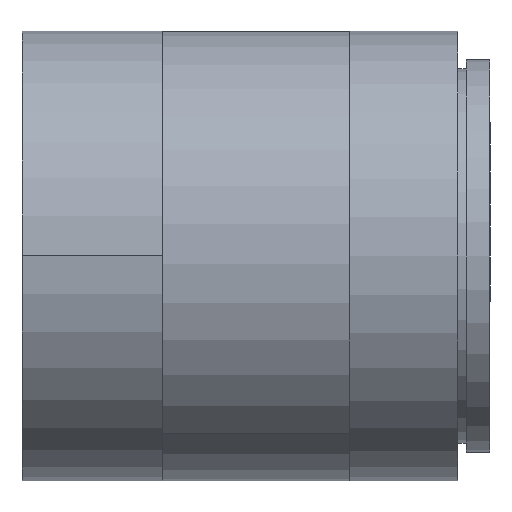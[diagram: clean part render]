
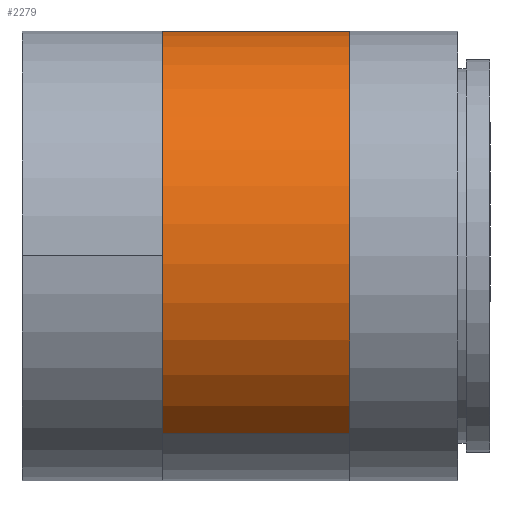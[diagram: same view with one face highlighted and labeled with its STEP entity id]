
A CAD part, front view. The second image highlights one B-rep face of the part: STEP entity #2279.
In plain terms, the highlighted cylindrical face has radius 24 mm (diameter 48 mm), a partial arc.
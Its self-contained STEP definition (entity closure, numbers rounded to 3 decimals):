
#56 = VECTOR ( 'NONE', #1841, 1000. ) ;
#105 = VECTOR ( 'NONE', #2204, 1000. ) ;
#124 = AXIS2_PLACEMENT_3D ( 'NONE', #1869, #1868, #1867 ) ;
#156 = CIRCLE ( 'NONE', #173, 24. ) ;
#173 = AXIS2_PLACEMENT_3D ( 'NONE', #2037, #1840, #1839 ) ;
#181 = CIRCLE ( 'NONE', #124, 24. ) ;
#276 = AXIS2_PLACEMENT_3D ( 'NONE', #1134, #1138, #1131 ) ;
#469 = VERTEX_POINT ( 'NONE', #1572 ) ;
#632 = EDGE_LOOP ( 'NONE', ( #1677, #1443, #1672, #1503 ) ) ;
#684 = VERTEX_POINT ( 'NONE', #1794 ) ;
#693 = VERTEX_POINT ( 'NONE', #1524 ) ;
#748 = VERTEX_POINT ( 'NONE', #1409 ) ;
#1131 = DIRECTION ( 'NONE',  ( 0., 0.617, 0.787 ) ) ;
#1132 = CYLINDRICAL_SURFACE ( 'NONE', #276, 24. ) ;
#1134 = CARTESIAN_POINT ( 'NONE',  ( -27.475, 0., 0. ) ) ;
#1135 = FACE_OUTER_BOUND ( 'NONE', #632, .T. ) ;
#1138 = DIRECTION ( 'NONE',  ( 1., 0., 0. ) ) ;
#1409 = CARTESIAN_POINT ( 'NONE',  ( -27.475, -14.797, -18.896 ) ) ;
#1443 = ORIENTED_EDGE ( 'NONE', *, *, #2576, .T. ) ;
#1503 = ORIENTED_EDGE ( 'NONE', *, *, #2511, .F. ) ;
#1524 = CARTESIAN_POINT ( 'NONE',  ( -7.475, 14.797, 18.896 ) ) ;
#1572 = CARTESIAN_POINT ( 'NONE',  ( -7.475, -14.797, -18.896 ) ) ;
#1672 = ORIENTED_EDGE ( 'NONE', *, *, #2488, .F. ) ;
#1677 = ORIENTED_EDGE ( 'NONE', *, *, #2569, .T. ) ;
#1794 = CARTESIAN_POINT ( 'NONE',  ( -27.475, 14.797, 18.896 ) ) ;
#1839 = DIRECTION ( 'NONE',  ( 0., 0.617, 0.787 ) ) ;
#1840 = DIRECTION ( 'NONE',  ( 1., 0., 0. ) ) ;
#1841 = DIRECTION ( 'NONE',  ( 1., 0., 0. ) ) ;
#1842 = CARTESIAN_POINT ( 'NONE',  ( -27.475, -14.797, -18.896 ) ) ;
#1843 = LINE ( 'NONE', #1842, #56 ) ;
#1867 = DIRECTION ( 'NONE',  ( 0., 0.617, 0.787 ) ) ;
#1868 = DIRECTION ( 'NONE',  ( 1., 0., 0. ) ) ;
#1869 = CARTESIAN_POINT ( 'NONE',  ( -27.475, 0., 0. ) ) ;
#2037 = CARTESIAN_POINT ( 'NONE',  ( -7.475, 0., 0. ) ) ;
#2204 = DIRECTION ( 'NONE',  ( 1., 0., 0. ) ) ;
#2207 = CARTESIAN_POINT ( 'NONE',  ( -27.475, 14.797, 18.896 ) ) ;
#2231 = LINE ( 'NONE', #2207, #105 ) ;
#2279 = ADVANCED_FACE ( 'NONE', ( #1135 ), #1132, .T. ) ;
#2488 = EDGE_CURVE ( 'NONE', #693, #469, #156, .T. ) ;
#2511 = EDGE_CURVE ( 'NONE', #684, #693, #2231, .T. ) ;
#2569 = EDGE_CURVE ( 'NONE', #684, #748, #181, .T. ) ;
#2576 = EDGE_CURVE ( 'NONE', #748, #469, #1843, .T. ) ;
